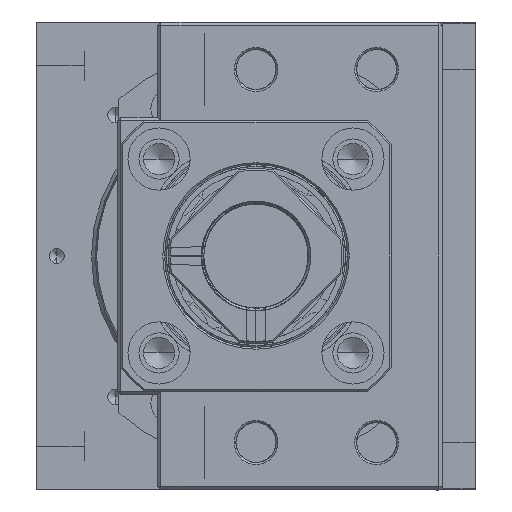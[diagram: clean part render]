
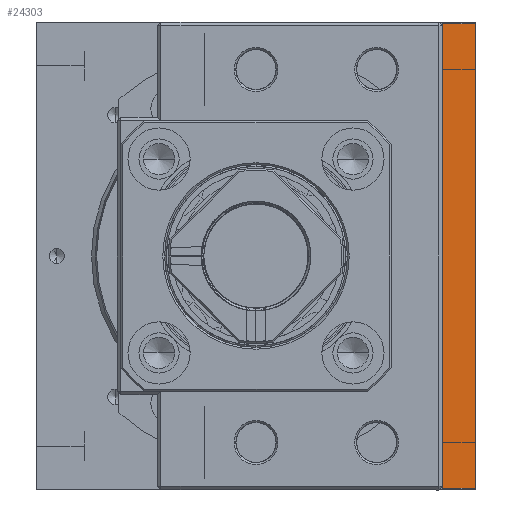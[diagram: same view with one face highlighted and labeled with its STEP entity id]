
A CAD part, left-side view. The second image highlights one B-rep face of the part: STEP entity #24303.
In plain terms, the highlighted face is planar.
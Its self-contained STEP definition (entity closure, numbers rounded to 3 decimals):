
#1291 = CARTESIAN_POINT ( 'NONE',  ( -63.5, 9., 22.5 ) ) ;
#2434 = VECTOR ( 'NONE', #5059, 1000. ) ;
#4904 = LINE ( 'NONE', #1291, #13037 ) ;
#5059 = DIRECTION ( 'NONE',  ( 0., -1., 0. ) ) ;
#5400 = ORIENTED_EDGE ( 'NONE', *, *, #37874, .F. ) ;
#6260 = EDGE_LOOP ( 'NONE', ( #36226, #28288, #5400, #11208 ) ) ;
#6657 = CARTESIAN_POINT ( 'NONE',  ( 63.5, 9., 22.5 ) ) ;
#7241 = DIRECTION ( 'NONE',  ( 0., -1., 0. ) ) ;
#8527 = DIRECTION ( 'NONE',  ( 1., 0., 0. ) ) ;
#9849 = LINE ( 'NONE', #16601, #18712 ) ;
#11105 = CARTESIAN_POINT ( 'NONE',  ( 63.5, 9., 22.5 ) ) ;
#11208 = ORIENTED_EDGE ( 'NONE', *, *, #13287, .T. ) ;
#12849 = VERTEX_POINT ( 'NONE', #39247 ) ;
#12957 = DIRECTION ( 'NONE',  ( 0., 0., -1. ) ) ;
#13028 = EDGE_CURVE ( 'NONE', #15010, #42579, #40434, .T. ) ;
#13037 = VECTOR ( 'NONE', #8527, 1000. ) ;
#13287 = EDGE_CURVE ( 'NONE', #33251, #12849, #35317, .T. ) ;
#15010 = VERTEX_POINT ( 'NONE', #6657 ) ;
#16291 = EDGE_CURVE ( 'NONE', #12849, #42579, #9849, .T. ) ;
#16340 = FACE_OUTER_BOUND ( 'NONE', #6260, .T. ) ;
#16601 = CARTESIAN_POINT ( 'NONE',  ( -63.5, 0., 22.5 ) ) ;
#18712 = VECTOR ( 'NONE', #31378, 1000. ) ;
#23563 = CARTESIAN_POINT ( 'NONE',  ( 63.5, 0., 22.5 ) ) ;
#24303 = ADVANCED_FACE ( 'NONE', ( #16340 ), #45682, .F. ) ;
#27728 = CARTESIAN_POINT ( 'NONE',  ( -63.5, 9., 22.5 ) ) ;
#28288 = ORIENTED_EDGE ( 'NONE', *, *, #13028, .F. ) ;
#29123 = CARTESIAN_POINT ( 'NONE',  ( -63.5, 9., 22.5 ) ) ;
#30870 = DIRECTION ( 'NONE',  ( -1., 0., 0. ) ) ;
#31378 = DIRECTION ( 'NONE',  ( 1., 0., 0. ) ) ;
#31907 = CARTESIAN_POINT ( 'NONE',  ( -63.5, 9., 22.5 ) ) ;
#33251 = VERTEX_POINT ( 'NONE', #29123 ) ;
#35317 = LINE ( 'NONE', #31907, #2434 ) ;
#36226 = ORIENTED_EDGE ( 'NONE', *, *, #16291, .T. ) ;
#36406 = VECTOR ( 'NONE', #7241, 1000. ) ;
#37874 = EDGE_CURVE ( 'NONE', #33251, #15010, #4904, .T. ) ;
#39247 = CARTESIAN_POINT ( 'NONE',  ( -63.5, 0., 22.5 ) ) ;
#40434 = LINE ( 'NONE', #11105, #36406 ) ;
#41524 = AXIS2_PLACEMENT_3D ( 'NONE', #27728, #12957, #30870 ) ;
#42579 = VERTEX_POINT ( 'NONE', #23563 ) ;
#45682 = PLANE ( 'NONE',  #41524 ) ;
